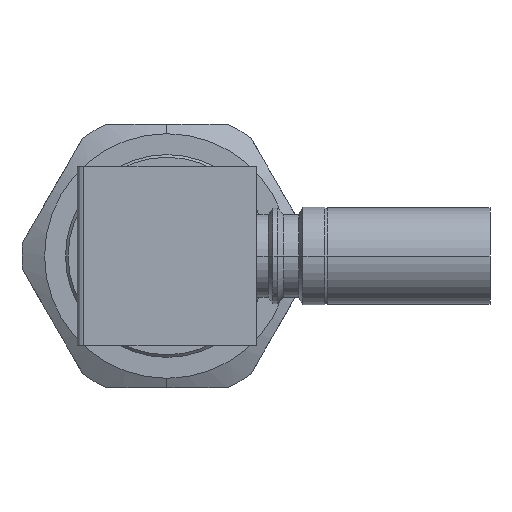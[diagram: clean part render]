
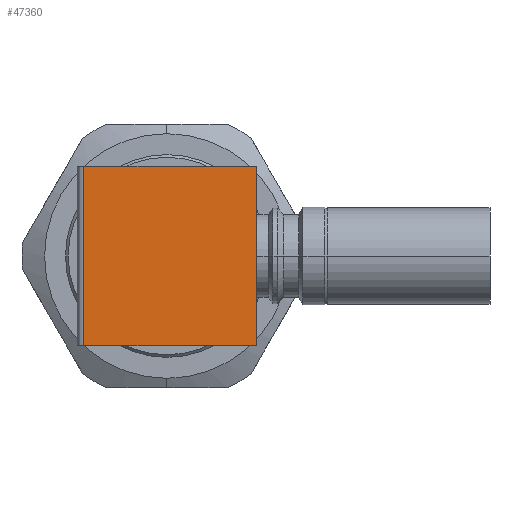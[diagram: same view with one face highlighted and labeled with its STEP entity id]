
A CAD part, front view. The second image highlights one B-rep face of the part: STEP entity #47360.
In plain terms, the highlighted planar face has unit normal (0, -1, 0).
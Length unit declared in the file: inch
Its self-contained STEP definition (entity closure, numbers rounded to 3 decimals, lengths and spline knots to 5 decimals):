
#4238 = PLANE ( 'NONE',  #7736 ) ;
#4389 = VERTEX_POINT ( 'NONE', #34383 ) ;
#4847 = DIRECTION ( 'NONE',  ( 1., 0., 0. ) ) ;
#6824 = VECTOR ( 'NONE', #26723, 39.37008 ) ;
#7736 = AXIS2_PLACEMENT_3D ( 'NONE', #22568, #9115, #4847 ) ;
#8528 = EDGE_CURVE ( 'NONE', #49278, #49620, #17606, .T. ) ;
#8726 = DIRECTION ( 'NONE',  ( 0., 0., -1. ) ) ;
#9115 = DIRECTION ( 'NONE',  ( 0., 1., 0. ) ) ;
#12764 = CARTESIAN_POINT ( 'NONE',  ( 0.27559, -0.15876, 0.27559 ) ) ;
#13120 = CARTESIAN_POINT ( 'NONE',  ( -0.25559, -0.15876, 0.27559 ) ) ;
#17606 = LINE ( 'NONE', #32229, #25636 ) ;
#19859 = EDGE_LOOP ( 'NONE', ( #35176, #24482, #36531, #35595 ) ) ;
#20601 = EDGE_CURVE ( 'NONE', #53955, #4389, #46362, .T. ) ;
#21130 = VECTOR ( 'NONE', #29190, 39.37008 ) ;
#21858 = LINE ( 'NONE', #44752, #6824 ) ;
#22243 = DIRECTION ( 'NONE',  ( 0., 0., -1. ) ) ;
#22568 = CARTESIAN_POINT ( 'NONE',  ( -0.28531, -0.15876, -0.36059 ) ) ;
#24482 = ORIENTED_EDGE ( 'NONE', *, *, #8528, .T. ) ;
#25636 = VECTOR ( 'NONE', #8726, 39.37008 ) ;
#26723 = DIRECTION ( 'NONE',  ( 1., 0., 0. ) ) ;
#29183 = CARTESIAN_POINT ( 'NONE',  ( 0.27559, -0.15876, 0.27559 ) ) ;
#29190 = DIRECTION ( 'NONE',  ( 1., 0., 0. ) ) ;
#29224 = VECTOR ( 'NONE', #22243, 39.37008 ) ;
#30321 = CARTESIAN_POINT ( 'NONE',  ( -0.25559, -0.15876, -0.27559 ) ) ;
#32220 = EDGE_CURVE ( 'NONE', #49620, #4389, #32573, .T. ) ;
#32229 = CARTESIAN_POINT ( 'NONE',  ( -0.25559, -0.15876, -0.36059 ) ) ;
#32573 = LINE ( 'NONE', #55844, #21130 ) ;
#34383 = CARTESIAN_POINT ( 'NONE',  ( 0.27559, -0.15876, -0.27559 ) ) ;
#35176 = ORIENTED_EDGE ( 'NONE', *, *, #49896, .F. ) ;
#35595 = ORIENTED_EDGE ( 'NONE', *, *, #20601, .F. ) ;
#36531 = ORIENTED_EDGE ( 'NONE', *, *, #32220, .T. ) ;
#44752 = CARTESIAN_POINT ( 'NONE',  ( 0., -0.15876, 0.27559 ) ) ;
#46362 = LINE ( 'NONE', #12764, #29224 ) ;
#46696 = FACE_OUTER_BOUND ( 'NONE', #19859, .T. ) ;
#47360 = ADVANCED_FACE ( 'NONE', ( #46696 ), #4238, .F. ) ;
#49278 = VERTEX_POINT ( 'NONE', #13120 ) ;
#49620 = VERTEX_POINT ( 'NONE', #30321 ) ;
#49896 = EDGE_CURVE ( 'NONE', #49278, #53955, #21858, .T. ) ;
#53955 = VERTEX_POINT ( 'NONE', #29183 ) ;
#55844 = CARTESIAN_POINT ( 'NONE',  ( 0., -0.15876, -0.27559 ) ) ;
